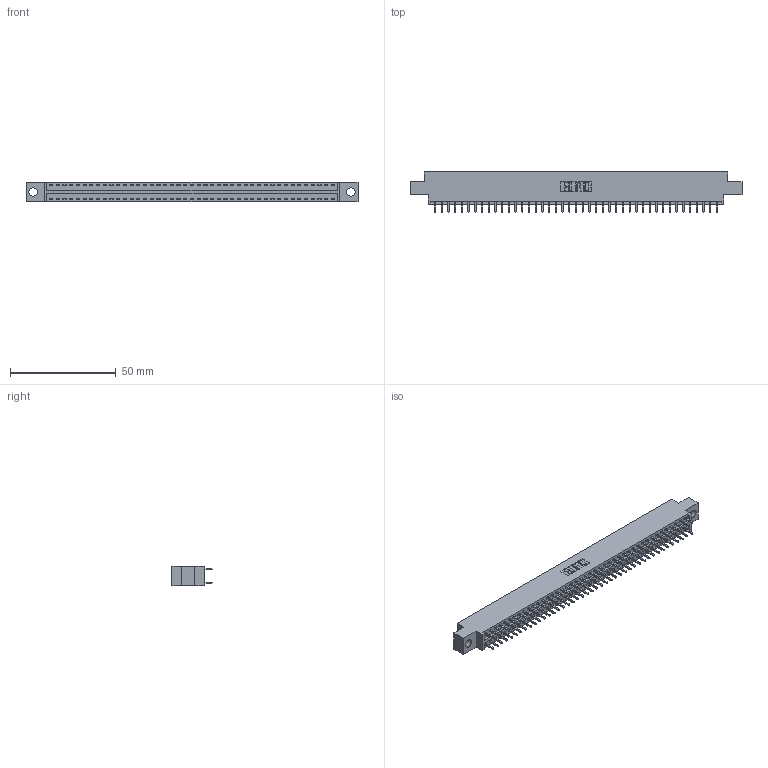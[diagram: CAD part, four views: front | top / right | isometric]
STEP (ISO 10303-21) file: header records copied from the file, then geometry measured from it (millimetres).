
FILE_DESCRIPTION (( 'STEP AP203' ), '1' );
FILE_NAME ('346-086-521-804.STEP', '2022-05-25T21:56:26', ( '' ), ( '' ), 'SwSTEP 2.0', 'SolidWorks 2020', '' );
FILE_SCHEMA (( 'CONFIG_CONTROL_DESIGN' ));
Length unit declared in the file: inch
Products named in the file (3): 346 Part_0.170 Offset - 0.156 Dia-TH; 346-086-521-804; 345-292-001_345-293-121
Assembly tree (87 placements, depth 2):
  346-086-521-804
    346 Part_0.170 Offset - 0.156 Dia-TH
    345-292-001_345-293-121  x86
Bounding box: 157.1 x 19.05 x 9.4 mm (x, y, z)
Volume: 15031.2 mm3; surface area: 20468.3 mm2
Topology: 87 solids, 87 shells, 4612 faces, 13707 edges, 9022 vertices
Faces by surface type: plane 3104, cylinder 1508
Entity records: 28497 total; most frequent: CARTESIAN_POINT 4702, ORIENTED_EDGE 4634, DIRECTION 4193, EDGE_CURVE 2317, LINE 2013, VECTOR 2013, VERTEX_POINT 1542, AXIS2_PLACEMENT_3D 1090
